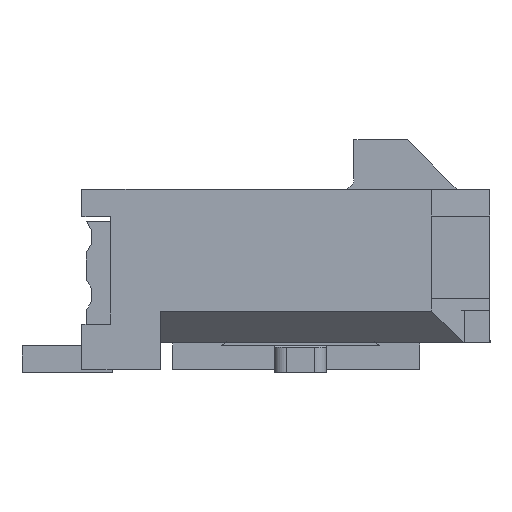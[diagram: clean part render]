
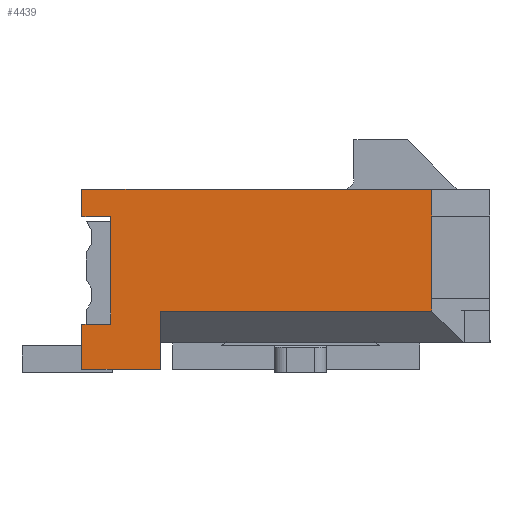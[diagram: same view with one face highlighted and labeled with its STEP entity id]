
A CAD part, left-side view. The second image highlights one B-rep face of the part: STEP entity #4439.
In plain terms, the highlighted planar face has unit normal (-1, 0, 0).
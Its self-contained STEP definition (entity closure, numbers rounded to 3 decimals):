
#506=ORIENTED_EDGE('',*,*,#1712,.T.);
#507=ORIENTED_EDGE('',*,*,#1713,.T.);
#508=ORIENTED_EDGE('',*,*,#1705,.T.);
#509=ORIENTED_EDGE('',*,*,#1714,.T.);
#510=ORIENTED_EDGE('',*,*,#1715,.F.);
#511=ORIENTED_EDGE('',*,*,#1716,.T.);
#512=ORIENTED_EDGE('',*,*,#1717,.F.);
#513=ORIENTED_EDGE('',*,*,#1718,.F.);
#514=ORIENTED_EDGE('',*,*,#1719,.F.);
#515=ORIENTED_EDGE('',*,*,#1439,.T.);
#516=ORIENTED_EDGE('',*,*,#1711,.T.);
#517=ORIENTED_EDGE('',*,*,#1720,.T.);
#1439=EDGE_CURVE('',#2081,#2080,#2500,.T.);
#1705=EDGE_CURVE('',#2286,#2287,#2766,.T.);
#1711=EDGE_CURVE('',#2080,#2291,#2772,.T.);
#1712=EDGE_CURVE('',#2292,#2293,#2773,.T.);
#1713=EDGE_CURVE('',#2293,#2286,#2774,.T.);
#1714=EDGE_CURVE('',#2287,#2294,#2775,.T.);
#1715=EDGE_CURVE('',#2295,#2294,#2776,.T.);
#1716=EDGE_CURVE('',#2295,#2296,#2777,.T.);
#1717=EDGE_CURVE('',#2297,#2296,#2778,.T.);
#1718=EDGE_CURVE('',#2298,#2297,#2779,.T.);
#1719=EDGE_CURVE('',#2081,#2298,#2780,.T.);
#1720=EDGE_CURVE('',#2291,#2292,#2781,.T.);
#2080=VERTEX_POINT('',#6187);
#2081=VERTEX_POINT('',#6189);
#2286=VERTEX_POINT('',#6708);
#2287=VERTEX_POINT('',#6709);
#2291=VERTEX_POINT('',#6719);
#2292=VERTEX_POINT('',#6723);
#2293=VERTEX_POINT('',#6724);
#2294=VERTEX_POINT('',#6727);
#2295=VERTEX_POINT('',#6729);
#2296=VERTEX_POINT('',#6731);
#2297=VERTEX_POINT('',#6733);
#2298=VERTEX_POINT('',#6735);
#2500=LINE('',#6188,#3127);
#2766=LINE('',#6707,#3393);
#2772=LINE('',#6720,#3399);
#2773=LINE('',#6722,#3400);
#2774=LINE('',#6725,#3401);
#2775=LINE('',#6726,#3402);
#2776=LINE('',#6728,#3403);
#2777=LINE('',#6730,#3404);
#2778=LINE('',#6732,#3405);
#2779=LINE('',#6734,#3406);
#2780=LINE('',#6736,#3407);
#2781=LINE('',#6737,#3408);
#3127=VECTOR('',#4996,1000.);
#3393=VECTOR('',#5358,1000.);
#3399=VECTOR('',#5366,1000.);
#3400=VECTOR('',#5369,1000.);
#3401=VECTOR('',#5370,1000.);
#3402=VECTOR('',#5371,1000.);
#3403=VECTOR('',#5372,1000.);
#3404=VECTOR('',#5373,1000.);
#3405=VECTOR('',#5374,1000.);
#3406=VECTOR('',#5375,1000.);
#3407=VECTOR('',#5376,1000.);
#3408=VECTOR('',#5377,1000.);
#3749=EDGE_LOOP('',(#506,#507,#508,#509,#510,#511,#512,#513,#514,#515,#516,
#517));
#3990=FACE_BOUND('',#3749,.T.);
#4220=PLANE('',#4704);
#4439=ADVANCED_FACE('',(#3990),#4220,.T.);
#4704=AXIS2_PLACEMENT_3D('',#6721,#5367,#5368);
#4996=DIRECTION('',(0.,1.,0.));
#5358=DIRECTION('',(0.,0.,-1.));
#5366=DIRECTION('',(0.,0.,-1.));
#5367=DIRECTION('',(-1.,0.,0.));
#5368=DIRECTION('',(0.,0.,1.));
#5369=DIRECTION('',(0.,0.,-1.));
#5370=DIRECTION('',(0.,1.,0.));
#5371=DIRECTION('',(0.,-1.,0.));
#5372=DIRECTION('',(0.,0.,-1.));
#5373=DIRECTION('',(0.,-1.,0.));
#5374=DIRECTION('',(0.,0.,-1.));
#5375=DIRECTION('',(0.,0.,-1.));
#5376=DIRECTION('',(0.,0.,-1.));
#5377=DIRECTION('',(0.,-1.,0.));
#6187=CARTESIAN_POINT('',(-7.825,4.95,2.185));
#6188=CARTESIAN_POINT('',(-7.825,-4.95,2.185));
#6189=CARTESIAN_POINT('',(-7.825,-3.536,2.185));
#6707=CARTESIAN_POINT('',(-7.825,4.95,2.185));
#6708=CARTESIAN_POINT('',(-7.825,4.95,-1.085));
#6709=CARTESIAN_POINT('',(-7.825,4.95,-2.185));
#6719=CARTESIAN_POINT('',(-7.825,4.95,1.515));
#6720=CARTESIAN_POINT('',(-7.825,4.95,2.185));
#6721=CARTESIAN_POINT('',(-7.825,0.,0.));
#6722=CARTESIAN_POINT('',(-7.825,4.25,0.));
#6723=CARTESIAN_POINT('',(-7.825,4.25,1.515));
#6724=CARTESIAN_POINT('',(-7.825,4.25,-1.085));
#6725=CARTESIAN_POINT('',(-7.825,0.,-1.085));
#6726=CARTESIAN_POINT('',(-7.825,4.95,-2.185));
#6727=CARTESIAN_POINT('',(-7.825,3.05,-2.185));
#6728=CARTESIAN_POINT('',(-7.825,3.05,-2.185));
#6729=CARTESIAN_POINT('',(-7.825,3.05,-0.771));
#6730=CARTESIAN_POINT('',(-7.825,3.05,-0.771));
#6731=CARTESIAN_POINT('',(-7.825,-3.536,-0.771));
#6732=CARTESIAN_POINT('',(-7.825,-3.536,0.));
#6733=CARTESIAN_POINT('',(-7.825,-3.536,-0.465));
#6734=CARTESIAN_POINT('',(-7.825,-3.536,1.535));
#6735=CARTESIAN_POINT('',(-7.825,-3.536,1.535));
#6736=CARTESIAN_POINT('',(-7.825,-3.536,0.));
#6737=CARTESIAN_POINT('',(-7.825,0.,1.515));
